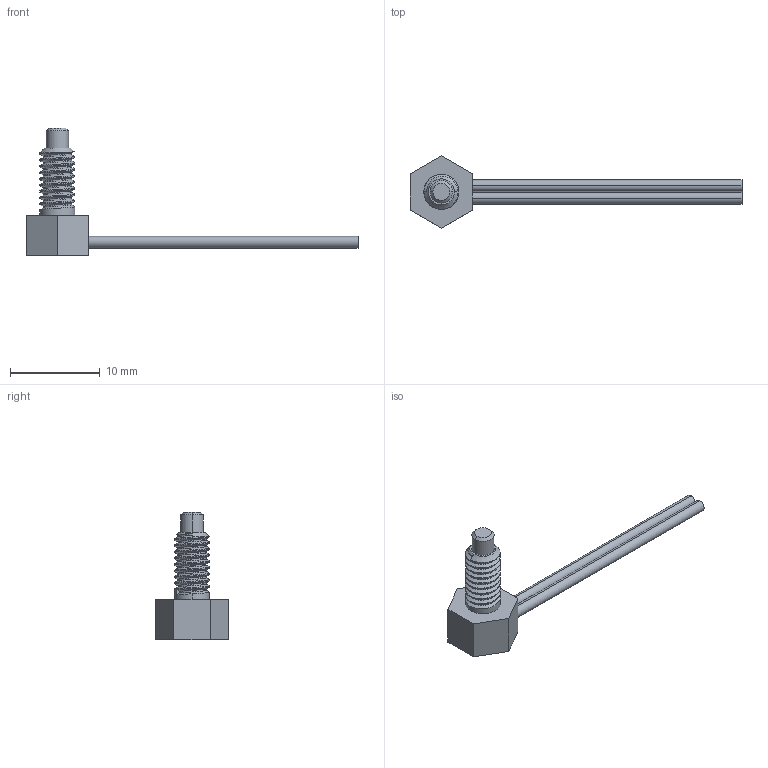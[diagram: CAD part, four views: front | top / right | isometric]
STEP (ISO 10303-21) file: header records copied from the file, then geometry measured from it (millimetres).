
FILE_DESCRIPTION (( 'STEP AP214' ), '1' );
FILE_NAME ('FOACAMPDC42TZ_3D.STEP', '2022-02-02T21:07:25', ( '' ), ( '' ), 'SwSTEP 2.0', 'SolidWorks 2021', '' );
FILE_SCHEMA (( 'AUTOMOTIVE_DESIGN' ));
Length unit declared in the file: inch
Products named in the file (2): FOACAMPDC42TZ_3D; MANIFOLD_SOLID_BREP_102
Assembly tree (1 placements, depth 2):
  FOACAMPDC42TZ_3D
    MANIFOLD_SOLID_BREP_102
Bounding box: 37 x 8.08 x 14.2 mm (x, y, z)
Volume: 359.4 mm3; surface area: 575.6 mm2
Topology: 1 solids, 1 shells, 64 faces, 170 edges, 112 vertices
Faces by surface type: cylinder 44, plane 14, cone 4, bspline 2
Entity records: 4422 total; most frequent: CARTESIAN_POINT 2897, ORIENTED_EDGE 340, DIRECTION 244, EDGE_CURVE 170, VERTEX_POINT 112, AXIS2_PLACEMENT_3D 85, B_SPLINE_CURVE_WITH_KNOTS 77, VECTOR 74
